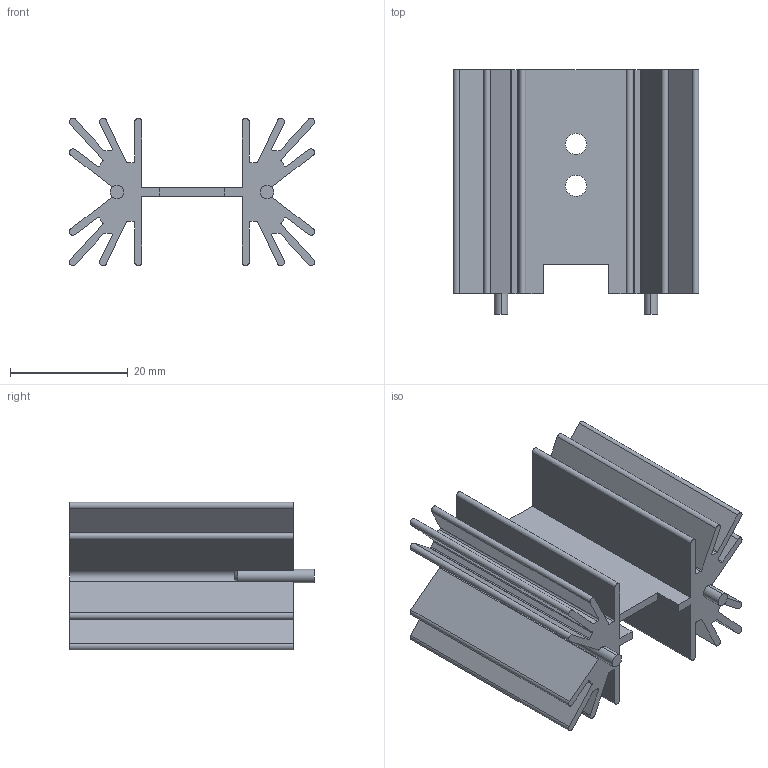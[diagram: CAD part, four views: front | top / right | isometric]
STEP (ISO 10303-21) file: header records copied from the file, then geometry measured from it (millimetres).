
FILE_DESCRIPTION (( 'STEP AP214' ), '1' );
FILE_NAME ('Ohmite_FA-T220-38E.step', '2020-10-19T11:51:58+00:00', 'Stefan Hamminga', '', '', '', '');
FILE_SCHEMA (( 'AUTOMOTIVE_DESIGN' ));
Length unit declared in the file: millimetre
Products named in the file (1): Ohmite_FA-T220-38E
Bounding box: 41.6 x 41.5 x 25 mm (x, y, z)
Volume: 11666.9 mm3; surface area: 13326.6 mm2
Topology: 3 solids, 3 shells, 130 faces, 368 edges, 244 vertices
Faces by surface type: cylinder 70, plane 56, cone 4
Entity records: 5754 total; most frequent: DIRECTION 774, CARTESIAN_POINT 743, ORIENTED_EDGE 736, EDGE_CURVE 368, AXIS2_PLACEMENT_3D 275, VERTEX_POINT 244, LINE 224, VECTOR 224
